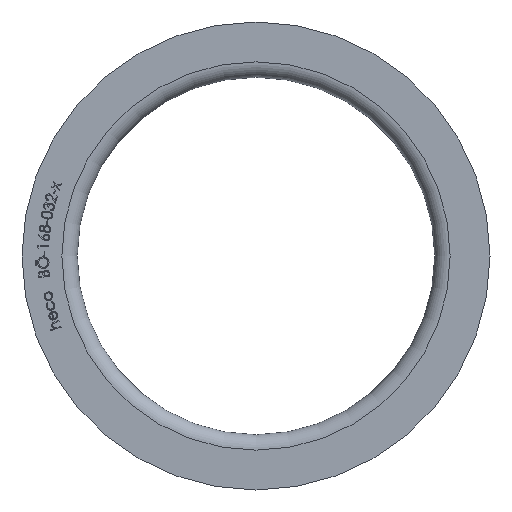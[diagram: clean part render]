
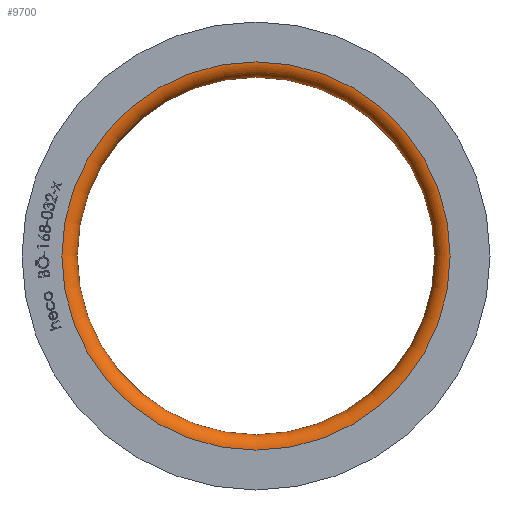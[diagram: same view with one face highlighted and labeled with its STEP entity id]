
A CAD part, left-side view. The second image highlights one B-rep face of the part: STEP entity #9700.
In plain terms, the highlighted toroidal (fillet/blend) face has major radius 87.95 mm and minor radius 7 mm.
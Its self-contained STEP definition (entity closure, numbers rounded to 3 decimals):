
#481 = EDGE_CURVE ( 'NONE', #5791, #5791, #11441, .T. ) ;
#568 = DIRECTION ( 'NONE',  ( 0., 0., 1. ) ) ;
#2203 = VERTEX_POINT ( 'NONE', #15382 ) ;
#2845 = DIRECTION ( 'NONE',  ( -1., 0., 0. ) ) ;
#2998 = FACE_OUTER_BOUND ( 'NONE', #13621, .T. ) ;
#4033 = DIRECTION ( 'NONE',  ( 0., 0., 1. ) ) ;
#4607 = AXIS2_PLACEMENT_3D ( 'NONE', #9457, #6839, #11691 ) ;
#5223 = CARTESIAN_POINT ( 'NONE',  ( 7., 0., 0. ) ) ;
#5791 = VERTEX_POINT ( 'NONE', #15460 ) ;
#6179 = EDGE_LOOP ( 'NONE', ( #6702 ) ) ;
#6431 = ORIENTED_EDGE ( 'NONE', *, *, #481, .F. ) ;
#6662 = FACE_OUTER_BOUND ( 'NONE', #6179, .T. ) ;
#6702 = ORIENTED_EDGE ( 'NONE', *, *, #14818, .T. ) ;
#6839 = DIRECTION ( 'NONE',  ( -1., 0., 0. ) ) ;
#7557 = CARTESIAN_POINT ( 'NONE',  ( 0., 0., 0. ) ) ;
#8328 = TOROIDAL_SURFACE ( 'NONE', #11374, 87.95, 7. ) ;
#8987 = DIRECTION ( 'NONE',  ( -1., 0., 0. ) ) ;
#9457 = CARTESIAN_POINT ( 'NONE',  ( 7., 0., 0. ) ) ;
#9700 = ADVANCED_FACE ( 'NONE', ( #2998, #6662 ), #8328, .T. ) ;
#11374 = AXIS2_PLACEMENT_3D ( 'NONE', #5223, #2845, #4033 ) ;
#11441 = CIRCLE ( 'NONE', #4607, 80.95 ) ;
#11691 = DIRECTION ( 'NONE',  ( 0., 0., 1. ) ) ;
#13621 = EDGE_LOOP ( 'NONE', ( #6431 ) ) ;
#14818 = EDGE_CURVE ( 'NONE', #2203, #2203, #15505, .T. ) ;
#15260 = AXIS2_PLACEMENT_3D ( 'NONE', #7557, #8987, #568 ) ;
#15382 = CARTESIAN_POINT ( 'NONE',  ( 0., 0., 87.95 ) ) ;
#15460 = CARTESIAN_POINT ( 'NONE',  ( 7., 0., 80.95 ) ) ;
#15505 = CIRCLE ( 'NONE', #15260, 87.95 ) ;
